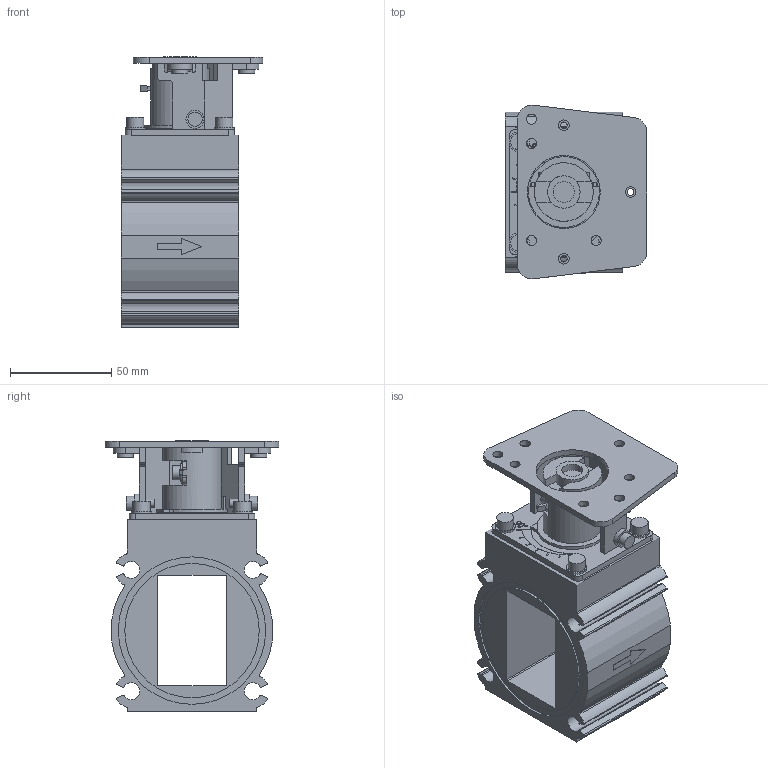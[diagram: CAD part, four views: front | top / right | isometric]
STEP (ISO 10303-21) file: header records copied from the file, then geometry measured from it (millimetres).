
FILE_DESCRIPTION(/* description */ (''),/* implementation_level */ '2;1');
FILE_NAME(/* name */ 'RAS_022799_00.stp',/* time_stamp */ '2012-09-03T09:02:18+02:00',/* author */ (''),/* organization */ (''),/* preprocessor_version */ 'ST-DEVELOPER v11',/* originating_system */ 'SIEMENS UGS NX 6.0',/* authorisation */ '');
FILE_SCHEMA (('AUTOMOTIVE_DESIGN { 1 0 10303 214 1 1 1 1 }'));
Length unit declared in the file: millimetre
Products named in the file (1): Gant6004rdof
Bounding box: 70 x 85.98 x 134 mm (x, y, z)
Volume: 327122.8 mm3; surface area: 70477.9 mm2
Topology: 1 solids, 11 shells, 439 faces, 1103 edges, 738 vertices
Faces by surface type: plane 253, cylinder 171, extrusion 13, cone 2
Full cylindrical faces by diameter (mm): 3.141 x4, 3.242 x3, 4 x14, 4.134 x2, 4.2 x2, 4.3 x2, 5 x8, 5.2 x3, 5.3 x4, 5.4 x3, 6.4 x3, 7 x4, 8 x3, 8.5 x4, 9 x4, 10 x4, 10.5 x1, 12.1 x1, 16 x1, 29 x1, 36 x1, 66.5 x2, 72.9 x2
Entity records: 13727 total; most frequent: CARTESIAN_POINT 3419, DIRECTION 2129, ORIENTED_EDGE 1964, EDGE_CURVE 982, AXIS2_PLACEMENT_3D 771, VERTEX_POINT 705, EDGE_LOOP 629, VECTOR 587
